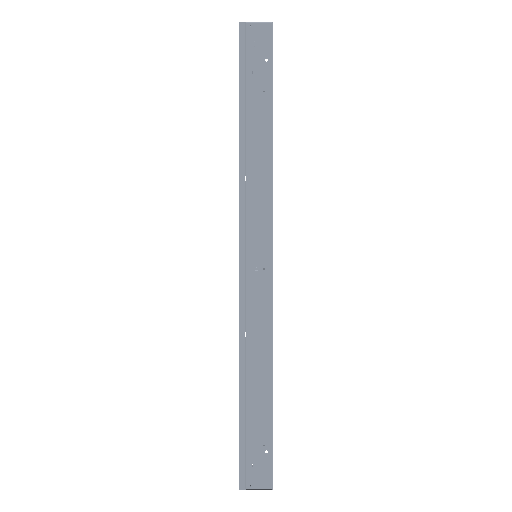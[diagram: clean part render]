
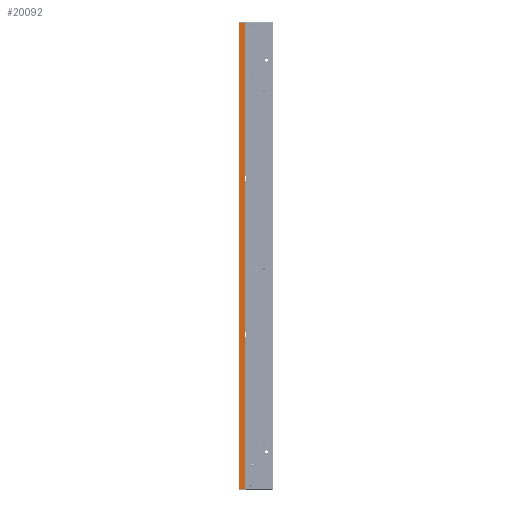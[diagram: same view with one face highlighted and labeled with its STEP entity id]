
A CAD part, left-side view. The second image highlights one B-rep face of the part: STEP entity #20092.
In plain terms, the highlighted planar face has unit normal (-1, 0, 0).
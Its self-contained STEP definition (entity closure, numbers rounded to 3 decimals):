
#6159=DIRECTION('',(0.,-1.,0.));
#6160=VECTOR('',#6159,17.);
#6161=CARTESIAN_POINT('',(-100.,107.5,0.));
#6162=LINE('',#6161,#6160);
#6163=DIRECTION('',(0.,0.,1.));
#6164=VECTOR('',#6163,1497.);
#6165=CARTESIAN_POINT('',(-100.,107.5,0.));
#6166=LINE('',#6165,#6164);
#6167=DIRECTION('',(0.,-1.,0.));
#6168=VECTOR('',#6167,17.);
#6169=CARTESIAN_POINT('',(-100.,107.5,1497.));
#6170=LINE('',#6169,#6168);
#6175=DIRECTION('',(0.,0.,-1.));
#6176=VECTOR('',#6175,1497.);
#6177=CARTESIAN_POINT('',(-100.,90.5,1497.));
#6178=LINE('',#6177,#6176);
#8700=CARTESIAN_POINT('',(-100.,107.5,0.));
#8701=VERTEX_POINT('',#8700);
#8702=CARTESIAN_POINT('',(-100.,107.5,1497.));
#8703=VERTEX_POINT('',#8702);
#8706=CARTESIAN_POINT('',(-100.,90.5,1497.));
#8707=VERTEX_POINT('',#8706);
#8708=CARTESIAN_POINT('',(-100.,90.5,0.));
#8709=VERTEX_POINT('',#8708);
#20080=CARTESIAN_POINT('',(-100.,99.,748.5));
#20081=DIRECTION('',(1.,0.,0.));
#20082=DIRECTION('',(0.,0.,-1.));
#20083=AXIS2_PLACEMENT_3D('',#20080,#20081,#20082);
#20084=PLANE('',#20083);
#20086=ORIENTED_EDGE('',*,*,#20085,.T.);
#20087=ORIENTED_EDGE('',*,*,#20066,.F.);
#20088=ORIENTED_EDGE('',*,*,#20024,.T.);
#20089=ORIENTED_EDGE('',*,*,#20004,.T.);
#20090=EDGE_LOOP('',(#20086,#20087,#20088,#20089));
#20091=FACE_OUTER_BOUND('',#20090,.F.);
#20004=EDGE_CURVE('',#8703,#8707,#6170,.T.);
#20024=EDGE_CURVE('',#8701,#8703,#6166,.T.);
#20066=EDGE_CURVE('',#8701,#8709,#6162,.T.);
#20085=EDGE_CURVE('',#8707,#8709,#6178,.T.);
#20092=ADVANCED_FACE('',(#20091),#20084,.F.);
